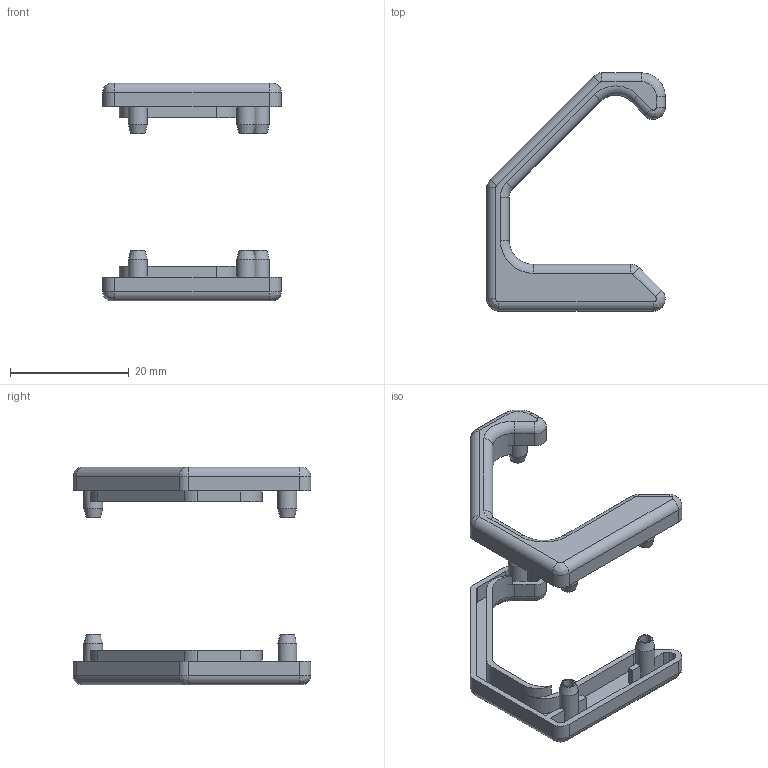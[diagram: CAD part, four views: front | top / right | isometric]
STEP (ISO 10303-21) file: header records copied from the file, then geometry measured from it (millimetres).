
FILE_DESCRIPTION(/* description */ (''),/* implementation_level */ '2;1');
FILE_NAME(/* name */ '11497_KriTec_Griffleistenabdeckkappensatz.stp',/* time_stamp */ '2015-09-25T12:26:02+02:00',/* author */ ('kostic'),/* organization */ (''),/* preprocessor_version */ 'ST-DEVELOPER v15.2',/* originating_system */ 'Autodesk Inventor 2014',/* authorisation */ '');
FILE_SCHEMA (('CONFIG_CONTROL_DESIGN','AP203_CONFIGURATION_CONTROLLED_3D_DESIGN_OF_MECHANICAL_PARTS_AND_ASSEMBLIES_MIM_LF'));
Length unit declared in the file: millimetre
Products named in the file (3): 11497_KriTec_Griffleistenabdeckkappe_1; 11497_KriTec_Griffleistenabdeckkappe_2; 11497_KriTec_Griffleistenabdeckkappensatz
Assembly tree (2 placements, depth 2):
  11497_KriTec_Griffleistenabdeckkappensatz
    11497_KriTec_Griffleistenabdeckkappe_1
    11497_KriTec_Griffleistenabdeckkappe_2
Bounding box: 30 x 40 x 36.59 mm (x, y, z)
Volume: 2076.7 mm3; surface area: 4838.7 mm2
Topology: 2 solids, 2 shells, 190 faces, 490 edges, 310 vertices
Faces by surface type: plane 88, cylinder 76, bspline 12, torus 8, cone 6
Full cylindrical faces by diameter (mm): 1.9 x6, 3.2 x6
Entity records: 5885 total; most frequent: CARTESIAN_POINT 1085, DIRECTION 1028, ORIENTED_EDGE 932, EDGE_CURVE 466, AXIS2_PLACEMENT_3D 379, VERTEX_POINT 304, LINE 270, VECTOR 270
